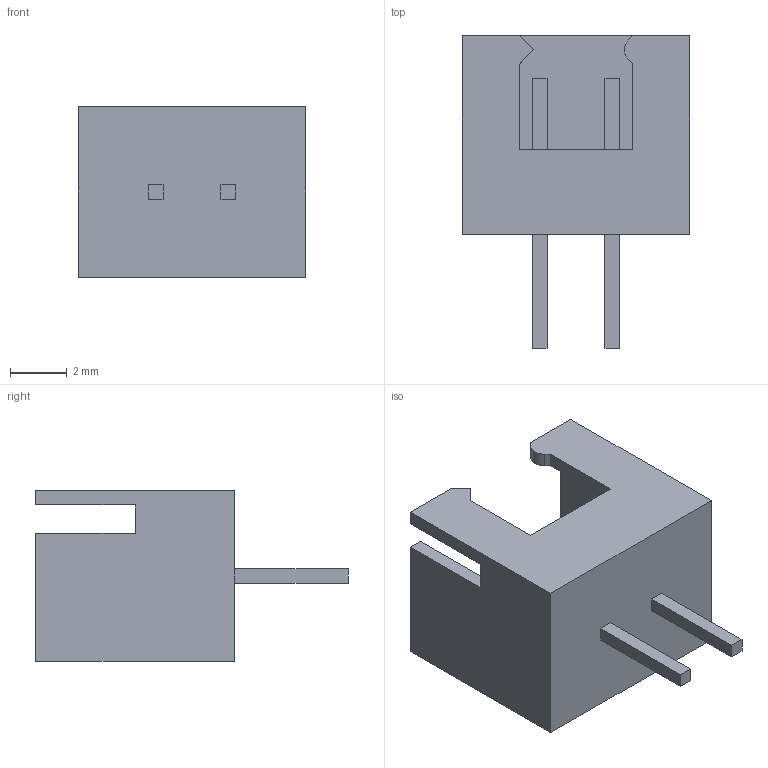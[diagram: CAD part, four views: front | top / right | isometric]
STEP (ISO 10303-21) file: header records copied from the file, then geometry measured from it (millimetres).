
FILE_DESCRIPTION (( 'STEP AP214' ), '1' );
FILE_NAME ('User Library-XH2.54_2PIN.STEP', '2019-10-08T02:47:27', ( '' ), ( '' ), 'SwSTEP 2.0', 'SolidWorks 2019', '' );
FILE_SCHEMA (( 'AUTOMOTIVE_DESIGN' ));
Length unit declared in the file: millimetre
Products named in the file (1): User Library-XH2.54_2PIN
Bounding box: 8 x 11 x 6 mm (x, y, z)
Volume: 101.5 mm3; surface area: 453.2 mm2
Topology: 5 solids, 5 shells, 58 faces, 144 edges, 96 vertices
Faces by surface type: plane 56, cylinder 2
Entity records: 2034 total; most frequent: CARTESIAN_POINT 299, ORIENTED_EDGE 288, DIRECTION 266, EDGE_CURVE 144, LINE 140, VECTOR 140, VERTEX_POINT 96, AXIS2_PLACEMENT_3D 63
